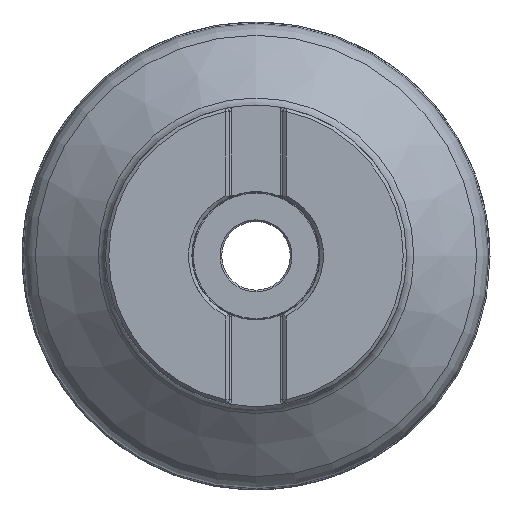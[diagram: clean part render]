
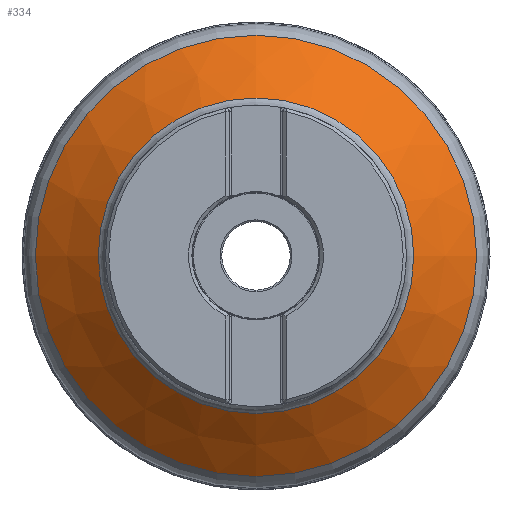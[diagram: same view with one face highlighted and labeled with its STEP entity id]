
A CAD part, top view. The second image highlights one B-rep face of the part: STEP entity #334.
In plain terms, the highlighted conical face has half-angle 50 degrees and reference radius 45 mm.
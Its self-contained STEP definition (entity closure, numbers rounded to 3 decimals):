
#140=CONICAL_SURFACE('',#1786,45.,50.);
#334=ADVANCED_FACE('',(#581,#582),#140,.T.);
#581=FACE_BOUND('',#678,.T.);
#582=FACE_BOUND('',#679,.T.);
#678=EDGE_LOOP('',(#846));
#679=EDGE_LOOP('',(#847));
#846=ORIENTED_EDGE('',*,*,#1293,.T.);
#847=ORIENTED_EDGE('',*,*,#1294,.T.);
#1168=VERTEX_POINT('',#2681);
#1169=VERTEX_POINT('',#2683);
#1293=EDGE_CURVE('',#1168,#1168,#1447,.T.);
#1294=EDGE_CURVE('',#1169,#1169,#1448,.T.);
#1447=CIRCLE('',#1784,65.928);
#1448=CIRCLE('',#1785,47.143);
#1784=AXIS2_PLACEMENT_3D('',#2680,#2072,#2073);
#1785=AXIS2_PLACEMENT_3D('',#2682,#2074,#2075);
#1786=AXIS2_PLACEMENT_3D('',#2684,#2076,#2077);
#2072=DIRECTION('',(0.,0.,1.));
#2073=DIRECTION('',(1.,0.,0.));
#2074=DIRECTION('',(0.,0.,-1.));
#2075=DIRECTION('',(-1.,0.,0.));
#2076=DIRECTION('',(0.,0.,-1.));
#2077=DIRECTION('',(-1.,0.,0.));
#2680=CARTESIAN_POINT('',(0.,0.,-35.561));
#2681=CARTESIAN_POINT('',(65.928,0.,-35.561));
#2682=CARTESIAN_POINT('',(0.,0.,-19.798));
#2683=CARTESIAN_POINT('',(-47.143,0.,-19.798));
#2684=CARTESIAN_POINT('',(0.,0.,-18.));
